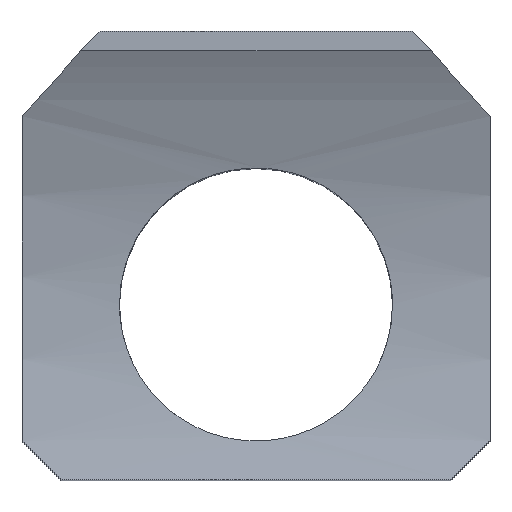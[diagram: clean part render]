
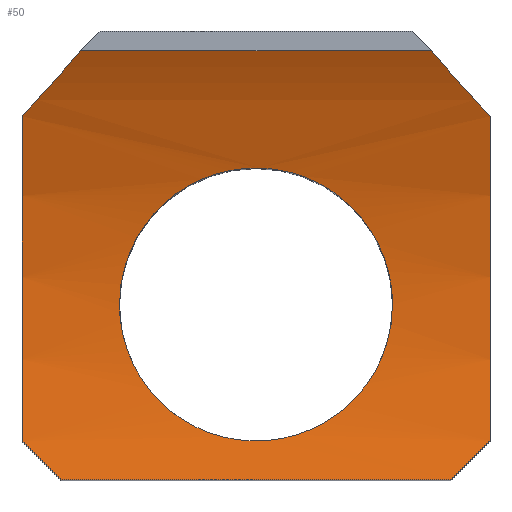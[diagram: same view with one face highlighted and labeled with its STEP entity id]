
A CAD part, top view. The second image highlights one B-rep face of the part: STEP entity #50.
In plain terms, the highlighted cylindrical face has radius 15 mm (diameter 30 mm), a partial arc.
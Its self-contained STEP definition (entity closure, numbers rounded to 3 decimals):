
#35=CYLINDRICAL_SURFACE('',#337,15.);
#38=FACE_BOUND('',#90,.T.);
#39=FACE_BOUND('',#91,.T.);
#42=ELLIPSE('',#335,21.213,15.);
#43=ELLIPSE('',#336,21.213,15.);
#44=B_SPLINE_CURVE_WITH_KNOTS('',3,(#446,#447,#448,#449),.UNSPECIFIED.,
 .F.,.F.,(4,4),(0.,1.),.UNSPECIFIED.);
#45=B_SPLINE_CURVE_WITH_KNOTS('',3,(#461,#462,#463,#464),.UNSPECIFIED.,
 .F.,.F.,(4,4),(0.,1.),.UNSPECIFIED.);
#46=B_SPLINE_CURVE_WITH_KNOTS('',3,(#465,#466,#467,#468,#469,#470,#471,
#472,#473,#474,#475,#476,#477,#478,#479,#480,#481,#482,#483,#484,#485,#486,
#487,#488,#489,#490,#491,#492,#493,#494,#495),.UNSPECIFIED.,.F.,.F.,(4,
3,3,3,3,3,3,3,3,3,4),(0.,0.106,0.211,0.319,
0.427,0.534,0.637,0.742,
0.85,0.959,1.),.UNSPECIFIED.);
#47=B_SPLINE_CURVE_WITH_KNOTS('',3,(#498,#499,#500,#501,#502,#503,#504,
#505,#506,#507,#508,#509,#510,#511,#512,#513,#514,#515,#516,#517,#518,#519,
#520,#521,#522,#523,#524,#525,#526,#527,#528),.UNSPECIFIED.,.F.,.F.,(4,
3,3,3,3,3,3,3,3,3,4),(0.,0.105,0.211,0.317,
0.426,0.532,0.637,0.743,
0.851,0.959,1.),.UNSPECIFIED.);
#50=ADVANCED_FACE('',(#38,#39),#35,.F.);
#90=EDGE_LOOP('',(#171,#172,#173,#174,#175,#176,#177,#178));
#91=EDGE_LOOP('',(#179,#180));
#110=LINE('',#456,#139);
#111=LINE('',#459,#140);
#139=VECTOR('',#373,1.);
#140=VECTOR('',#376,1.);
#171=ORIENTED_EDGE('',*,*,#274,.F.);
#172=ORIENTED_EDGE('',*,*,#275,.T.);
#173=ORIENTED_EDGE('',*,*,#276,.F.);
#174=ORIENTED_EDGE('',*,*,#277,.F.);
#175=ORIENTED_EDGE('',*,*,#267,.T.);
#176=ORIENTED_EDGE('',*,*,#273,.T.);
#177=ORIENTED_EDGE('',*,*,#278,.T.);
#178=ORIENTED_EDGE('',*,*,#279,.T.);
#179=ORIENTED_EDGE('',*,*,#280,.T.);
#180=ORIENTED_EDGE('',*,*,#281,.T.);
#241=VERTEX_POINT('',#434);
#242=VERTEX_POINT('',#435);
#246=VERTEX_POINT('',#445);
#247=VERTEX_POINT('',#452);
#248=VERTEX_POINT('',#453);
#249=VERTEX_POINT('',#455);
#250=VERTEX_POINT('',#457);
#251=VERTEX_POINT('',#460);
#252=VERTEX_POINT('',#496);
#253=VERTEX_POINT('',#497);
#267=EDGE_CURVE('',#241,#242,#306,.T.);
#273=EDGE_CURVE('',#242,#246,#44,.T.);
#274=EDGE_CURVE('',#247,#248,#307,.T.);
#275=EDGE_CURVE('',#247,#249,#42,.T.);
#276=EDGE_CURVE('',#250,#249,#110,.T.);
#277=EDGE_CURVE('',#241,#250,#43,.T.);
#278=EDGE_CURVE('',#246,#251,#111,.T.);
#279=EDGE_CURVE('',#251,#248,#45,.T.);
#280=EDGE_CURVE('',#252,#253,#46,.T.);
#281=EDGE_CURVE('',#253,#252,#47,.T.);
#306=CIRCLE('',#331,15.);
#307=CIRCLE('',#334,15.);
#331=AXIS2_PLACEMENT_3D('',#433,#358,#359);
#334=AXIS2_PLACEMENT_3D('',#451,#369,#370);
#335=AXIS2_PLACEMENT_3D('',#454,#371,#372);
#336=AXIS2_PLACEMENT_3D('',#458,#374,#375);
#337=AXIS2_PLACEMENT_3D('',#529,#377,#378);
#358=DIRECTION('',(-1.,0.,0.));
#359=DIRECTION('',(0.,0.339,-0.941));
#369=DIRECTION('',(-1.,0.,0.));
#370=DIRECTION('',(0.,0.339,-0.941));
#371=DIRECTION('',(0.707,0.694,-0.135));
#372=DIRECTION('',(0.707,-0.694,0.135));
#373=DIRECTION('',(1.,0.,0.));
#374=DIRECTION('',(0.707,-0.694,0.135));
#375=DIRECTION('',(0.707,0.694,-0.135));
#376=DIRECTION('',(1.,0.,0.));
#377=DIRECTION('',(1.,0.,0.));
#378=DIRECTION('',(0.,-1.,0.));
#433=CARTESIAN_POINT('',(-6.,-0.263,23.389));
#434=CARTESIAN_POINT('',(-6.,4.822,9.277));
#435=CARTESIAN_POINT('',(-6.,-3.5,8.743));
#445=CARTESIAN_POINT('',(-5.,-4.5,9.));
#446=CARTESIAN_POINT('',(-6.,-3.5,8.743));
#447=CARTESIAN_POINT('',(-5.665,-3.835,8.817));
#448=CARTESIAN_POINT('',(-5.332,-4.168,8.902));
#449=CARTESIAN_POINT('',(-5.,-4.5,9.));
#451=CARTESIAN_POINT('',(6.,-0.263,23.389));
#452=CARTESIAN_POINT('',(6.,4.822,9.277));
#453=CARTESIAN_POINT('',(6.,-3.5,8.743));
#454=CARTESIAN_POINT('',(13.684,-0.263,23.389));
#455=CARTESIAN_POINT('',(4.491,6.5,10.));
#456=CARTESIAN_POINT('',(-4.491,6.5,10.));
#457=CARTESIAN_POINT('',(-4.491,6.5,10.));
#458=CARTESIAN_POINT('',(-13.684,-0.263,23.389));
#459=CARTESIAN_POINT('',(-5.,-4.5,9.));
#460=CARTESIAN_POINT('',(5.,-4.5,9.));
#461=CARTESIAN_POINT('',(5.,-4.5,9.));
#462=CARTESIAN_POINT('',(5.332,-4.168,8.902));
#463=CARTESIAN_POINT('',(5.665,-3.835,8.817));
#464=CARTESIAN_POINT('',(6.,-3.5,8.743));
#465=CARTESIAN_POINT('',(-3.5,0.,8.391));
#466=CARTESIAN_POINT('',(-3.5,0.387,8.398));
#467=CARTESIAN_POINT('',(-3.434,0.779,8.421));
#468=CARTESIAN_POINT('',(-3.308,1.143,8.455));
#469=CARTESIAN_POINT('',(-3.182,1.507,8.489));
#470=CARTESIAN_POINT('',(-2.993,1.854,8.536));
#471=CARTESIAN_POINT('',(-2.757,2.156,8.585));
#472=CARTESIAN_POINT('',(-2.517,2.463,8.636));
#473=CARTESIAN_POINT('',(-2.221,2.733,8.69));
#474=CARTESIAN_POINT('',(-1.892,2.945,8.736));
#475=CARTESIAN_POINT('',(-1.559,3.158,8.783));
#476=CARTESIAN_POINT('',(-1.184,3.318,8.822));
#477=CARTESIAN_POINT('',(-0.797,3.408,8.845));
#478=CARTESIAN_POINT('',(-0.419,3.497,8.867));
#479=CARTESIAN_POINT('',(-0.019,3.522,8.874));
#480=CARTESIAN_POINT('',(0.368,3.481,8.864));
#481=CARTESIAN_POINT('',(0.746,3.441,8.853));
#482=CARTESIAN_POINT('',(1.122,3.337,8.826));
#483=CARTESIAN_POINT('',(1.465,3.179,8.789));
#484=CARTESIAN_POINT('',(1.812,3.018,8.751));
#485=CARTESIAN_POINT('',(2.136,2.799,8.702));
#486=CARTESIAN_POINT('',(2.412,2.536,8.652));
#487=CARTESIAN_POINT('',(2.696,2.266,8.601));
#488=CARTESIAN_POINT('',(2.937,1.944,8.548));
#489=CARTESIAN_POINT('',(3.116,1.594,8.504));
#490=CARTESIAN_POINT('',(3.296,1.243,8.461));
#491=CARTESIAN_POINT('',(3.417,0.854,8.425));
#492=CARTESIAN_POINT('',(3.47,0.46,8.406));
#493=CARTESIAN_POINT('',(3.49,0.308,8.399));
#494=CARTESIAN_POINT('',(3.5,0.154,8.394));
#495=CARTESIAN_POINT('',(3.5,0.,8.391));
#496=CARTESIAN_POINT('',(-3.5,0.,8.391));
#497=CARTESIAN_POINT('',(3.5,0.,8.391));
#498=CARTESIAN_POINT('',(3.5,0.,8.391));
#499=CARTESIAN_POINT('',(3.5,-0.385,8.385));
#500=CARTESIAN_POINT('',(3.435,-0.776,8.393));
#501=CARTESIAN_POINT('',(3.309,-1.139,8.415));
#502=CARTESIAN_POINT('',(3.184,-1.502,8.436));
#503=CARTESIAN_POINT('',(2.996,-1.849,8.47));
#504=CARTESIAN_POINT('',(2.761,-2.151,8.508));
#505=CARTESIAN_POINT('',(2.522,-2.457,8.547));
#506=CARTESIAN_POINT('',(2.228,-2.727,8.591));
#507=CARTESIAN_POINT('',(1.902,-2.938,8.63));
#508=CARTESIAN_POINT('',(1.571,-3.152,8.668));
#509=CARTESIAN_POINT('',(1.198,-3.312,8.702));
#510=CARTESIAN_POINT('',(0.814,-3.404,8.722));
#511=CARTESIAN_POINT('',(0.435,-3.495,8.741));
#512=CARTESIAN_POINT('',(0.034,-3.522,8.747));
#513=CARTESIAN_POINT('',(-0.354,-3.482,8.739));
#514=CARTESIAN_POINT('',(-0.736,-3.443,8.73));
#515=CARTESIAN_POINT('',(-1.115,-3.34,8.707));
#516=CARTESIAN_POINT('',(-1.462,-3.18,8.675));
#517=CARTESIAN_POINT('',(-1.812,-3.019,8.644));
#518=CARTESIAN_POINT('',(-2.138,-2.797,8.602));
#519=CARTESIAN_POINT('',(-2.416,-2.532,8.562));
#520=CARTESIAN_POINT('',(-2.7,-2.262,8.52));
#521=CARTESIAN_POINT('',(-2.941,-1.938,8.479));
#522=CARTESIAN_POINT('',(-3.119,-1.588,8.448));
#523=CARTESIAN_POINT('',(-3.297,-1.237,8.417));
#524=CARTESIAN_POINT('',(-3.418,-0.85,8.395));
#525=CARTESIAN_POINT('',(-3.47,-0.46,8.39));
#526=CARTESIAN_POINT('',(-3.49,-0.307,8.388));
#527=CARTESIAN_POINT('',(-3.5,-0.154,8.389));
#528=CARTESIAN_POINT('',(-3.5,0.,8.391));
#529=CARTESIAN_POINT('',(-6.,-0.263,23.389));
